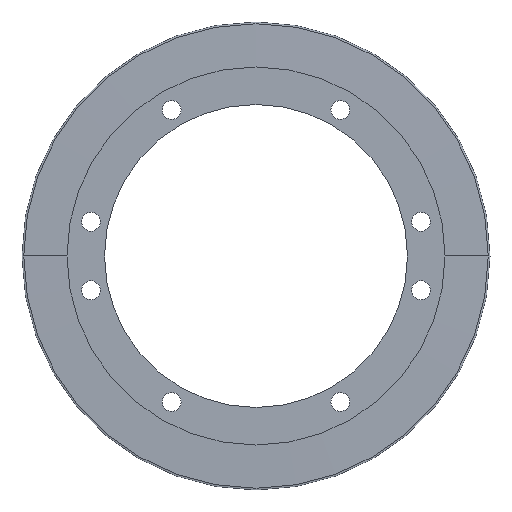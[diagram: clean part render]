
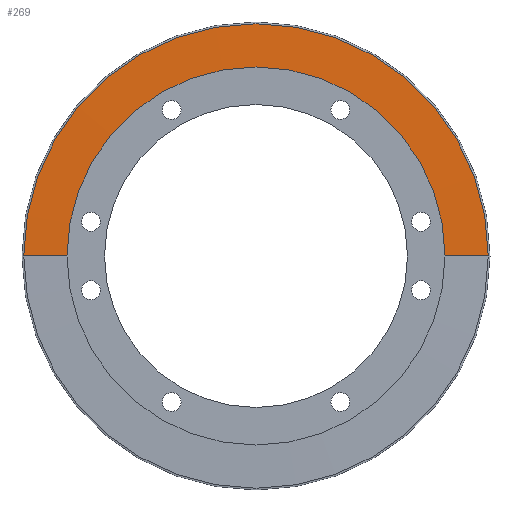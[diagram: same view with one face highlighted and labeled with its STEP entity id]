
A CAD part, top view. The second image highlights one B-rep face of the part: STEP entity #269.
In plain terms, the highlighted conical face has half-angle 89.058 degrees and reference radius 129.028 mm.
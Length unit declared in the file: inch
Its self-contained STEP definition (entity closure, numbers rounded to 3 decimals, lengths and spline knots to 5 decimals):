
#10 = AXIS2_PLACEMENT_3D ( 'NONE', #601, #746, #915 ) ;
#19 = EDGE_CURVE ( 'NONE', #458, #789, #682, .T. ) ;
#23 = CARTESIAN_POINT ( 'NONE',  ( 4.134, 0., 0. ) ) ;
#41 = ORIENTED_EDGE ( 'NONE', *, *, #763, .F. ) ;
#90 = VERTEX_POINT ( 'NONE', #172 ) ;
#158 = FACE_OUTER_BOUND ( 'NONE', #347, .T. ) ;
#172 = CARTESIAN_POINT ( 'NONE',  ( 5.07983, 0., -0.01556 ) ) ;
#181 = CARTESIAN_POINT ( 'NONE',  ( 0., 0., 0. ) ) ;
#185 = LINE ( 'NONE', #310, #873 ) ;
#202 = DIRECTION ( 'NONE',  ( 0., 0., 1. ) ) ;
#242 = CARTESIAN_POINT ( 'NONE',  ( 5.07983, 0., -0.01556 ) ) ;
#263 = ORIENTED_EDGE ( 'NONE', *, *, #19, .F. ) ;
#269 = ADVANCED_FACE ( 'NONE', ( #158 ), #773, .T. ) ;
#310 = CARTESIAN_POINT ( 'NONE',  ( -5.07983, 0., -0.01556 ) ) ;
#347 = EDGE_LOOP ( 'NONE', ( #263, #920, #390, #41 ) ) ;
#390 = ORIENTED_EDGE ( 'NONE', *, *, #522, .T. ) ;
#458 = VERTEX_POINT ( 'NONE', #23 ) ;
#484 = DIRECTION ( 'NONE',  ( 0., 0., 1. ) ) ;
#488 = DIRECTION ( 'NONE',  ( 1., 0., 0. ) ) ;
#513 = CARTESIAN_POINT ( 'NONE',  ( 0., 0., -0.01556 ) ) ;
#522 = EDGE_CURVE ( 'NONE', #90, #737, #553, .T. ) ;
#540 = DIRECTION ( 'NONE',  ( 1., 0., -0.016 ) ) ;
#553 = CIRCLE ( 'NONE', #735, 5.07983 ) ;
#601 = CARTESIAN_POINT ( 'NONE',  ( 0., 0., -0.01556 ) ) ;
#623 = CARTESIAN_POINT ( 'NONE',  ( -4.134, 0., 0. ) ) ;
#682 = CIRCLE ( 'NONE', #948, 4.134 ) ;
#735 = AXIS2_PLACEMENT_3D ( 'NONE', #513, #202, #811 ) ;
#737 = VERTEX_POINT ( 'NONE', #986 ) ;
#738 = VECTOR ( 'NONE', #540, 39.37008 ) ;
#746 = DIRECTION ( 'NONE',  ( 0., 0., -1. ) ) ;
#763 = EDGE_CURVE ( 'NONE', #789, #737, #185, .T. ) ;
#773 = CONICAL_SURFACE ( 'NONE', #10, 5.07983, 1.554 ) ;
#789 = VERTEX_POINT ( 'NONE', #623 ) ;
#811 = DIRECTION ( 'NONE',  ( 1., 0., 0. ) ) ;
#841 = LINE ( 'NONE', #242, #738 ) ;
#870 = EDGE_CURVE ( 'NONE', #458, #90, #841, .T. ) ;
#873 = VECTOR ( 'NONE', #924, 39.37008 ) ;
#915 = DIRECTION ( 'NONE',  ( -1., 0., 0. ) ) ;
#920 = ORIENTED_EDGE ( 'NONE', *, *, #870, .T. ) ;
#924 = DIRECTION ( 'NONE',  ( -1., 0., -0.016 ) ) ;
#948 = AXIS2_PLACEMENT_3D ( 'NONE', #181, #484, #488 ) ;
#986 = CARTESIAN_POINT ( 'NONE',  ( -5.07983, 0., -0.01556 ) ) ;
